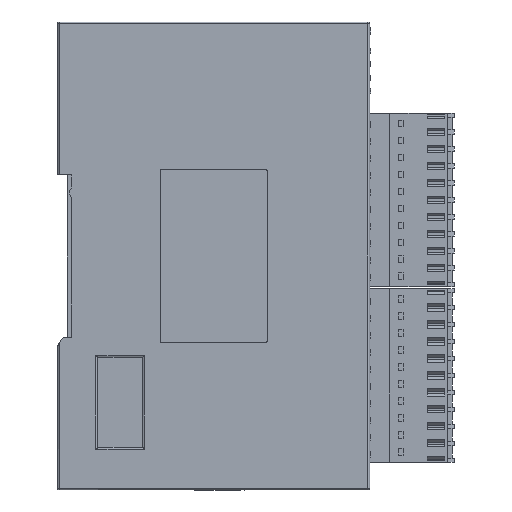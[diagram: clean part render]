
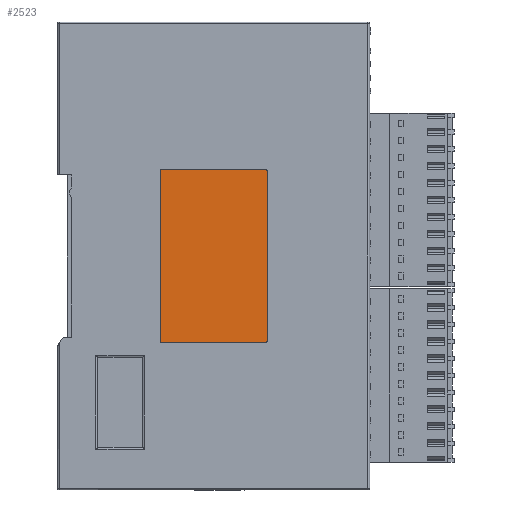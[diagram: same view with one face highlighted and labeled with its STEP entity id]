
A CAD part, left-side view. The second image highlights one B-rep face of the part: STEP entity #2523.
In plain terms, the highlighted planar face has unit normal (-1, 0, 0).
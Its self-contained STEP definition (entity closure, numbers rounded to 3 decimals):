
#2523=ADVANCED_FACE('',(#5719),#51256,.T.);
#5719=FACE_OUTER_BOUND('',#9060,.T.);
#9060=EDGE_LOOP('',(#18228,#18229,#18230,#18231,#18232,#18233,#18234,#18235));
#18228=ORIENTED_EDGE('',*,*,#30509,.T.);
#18229=ORIENTED_EDGE('',*,*,#30497,.F.);
#18230=ORIENTED_EDGE('',*,*,#30487,.T.);
#18231=ORIENTED_EDGE('',*,*,#30491,.F.);
#18232=ORIENTED_EDGE('',*,*,#30494,.T.);
#18233=ORIENTED_EDGE('',*,*,#30500,.F.);
#18234=ORIENTED_EDGE('',*,*,#30503,.T.);
#18235=ORIENTED_EDGE('',*,*,#30506,.F.);
#30487=EDGE_CURVE('',#46252,#46253,#36208,.T.);
#30491=EDGE_CURVE('',#46256,#46253,#38924,.T.);
#30494=EDGE_CURVE('',#46256,#46258,#36210,.T.);
#30497=EDGE_CURVE('',#46252,#46260,#38928,.T.);
#30500=EDGE_CURVE('',#46262,#46258,#38931,.T.);
#30503=EDGE_CURVE('',#46262,#46264,#36212,.T.);
#30506=EDGE_CURVE('',#46266,#46264,#38935,.T.);
#30509=EDGE_CURVE('',#46266,#46260,#36214,.T.);
#36208=(
BOUNDED_CURVE()
B_SPLINE_CURVE(2,(#68492,#68493,#68494),.UNSPECIFIED.,.F.,.F.)
B_SPLINE_CURVE_WITH_KNOTS((3,3),(-0.785,0.),.UNSPECIFIED.)
CURVE()
GEOMETRIC_REPRESENTATION_ITEM()
RATIONAL_B_SPLINE_CURVE((1.,0.707,1.))
REPRESENTATION_ITEM('')
);
#36210=(
BOUNDED_CURVE()
B_SPLINE_CURVE(2,(#68508,#68509,#68510),.UNSPECIFIED.,.F.,.F.)
B_SPLINE_CURVE_WITH_KNOTS((3,3),(-0.785,0.),.UNSPECIFIED.)
CURVE()
GEOMETRIC_REPRESENTATION_ITEM()
RATIONAL_B_SPLINE_CURVE((1.,0.707,1.))
REPRESENTATION_ITEM('')
);
#36212=(
BOUNDED_CURVE()
B_SPLINE_CURVE(2,(#68528,#68529,#68530),.UNSPECIFIED.,.F.,.F.)
B_SPLINE_CURVE_WITH_KNOTS((3,3),(-0.785,0.),.UNSPECIFIED.)
CURVE()
GEOMETRIC_REPRESENTATION_ITEM()
RATIONAL_B_SPLINE_CURVE((1.,0.707,1.))
REPRESENTATION_ITEM('')
);
#36214=(
BOUNDED_CURVE()
B_SPLINE_CURVE(2,(#68542,#68543,#68544),.UNSPECIFIED.,.F.,.F.)
B_SPLINE_CURVE_WITH_KNOTS((3,3),(-0.785,0.),.UNSPECIFIED.)
CURVE()
GEOMETRIC_REPRESENTATION_ITEM()
RATIONAL_B_SPLINE_CURVE((1.,0.707,1.))
REPRESENTATION_ITEM('')
);
#38924=B_SPLINE_CURVE_WITH_KNOTS('',1,(#68502,#68503),.UNSPECIFIED.,.F.,
 .F.,(2,2),(0.,23.),.UNSPECIFIED.);
#38928=B_SPLINE_CURVE_WITH_KNOTS('',1,(#68516,#68517),.UNSPECIFIED.,.F.,
 .F.,(2,2),(0.,38.),.UNSPECIFIED.);
#38931=B_SPLINE_CURVE_WITH_KNOTS('',1,(#68522,#68523),.UNSPECIFIED.,.F.,
 .F.,(2,2),(0.,38.),.UNSPECIFIED.);
#38935=B_SPLINE_CURVE_WITH_KNOTS('',1,(#68536,#68537),.UNSPECIFIED.,.F.,
 .F.,(2,2),(0.,23.),.UNSPECIFIED.);
#46252=VERTEX_POINT('',#61572);
#46253=VERTEX_POINT('',#61573);
#46256=VERTEX_POINT('',#61576);
#46258=VERTEX_POINT('',#61578);
#46260=VERTEX_POINT('',#61580);
#46262=VERTEX_POINT('',#61582);
#46264=VERTEX_POINT('',#61584);
#46266=VERTEX_POINT('',#61586);
#51256=PLANE('',#53806);
#53806=AXIS2_PLACEMENT_3D('',#59556,#56271,$);
#56271=DIRECTION('',(-1.,0.,0.));
#59556=CARTESIAN_POINT('',(-345.703,-100.889,260.107));
#61572=CARTESIAN_POINT('',(-345.703,-97.88,255.098));
#61573=CARTESIAN_POINT('',(-345.703,-97.38,255.598));
#61576=CARTESIAN_POINT('',(-345.703,-74.38,255.598));
#61578=CARTESIAN_POINT('',(-345.703,-73.88,255.098));
#61580=CARTESIAN_POINT('',(-345.703,-97.88,217.098));
#61582=CARTESIAN_POINT('',(-345.703,-73.88,217.098));
#61584=CARTESIAN_POINT('',(-345.703,-74.38,216.598));
#61586=CARTESIAN_POINT('',(-345.703,-97.38,216.598));
#68492=CARTESIAN_POINT('',(-345.703,-97.88,255.098));
#68493=CARTESIAN_POINT('',(-345.703,-97.88,255.598));
#68494=CARTESIAN_POINT('',(-345.703,-97.38,255.598));
#68502=CARTESIAN_POINT('',(-345.703,-74.38,255.598));
#68503=CARTESIAN_POINT('',(-345.703,-97.38,255.598));
#68508=CARTESIAN_POINT('',(-345.703,-74.38,255.598));
#68509=CARTESIAN_POINT('',(-345.703,-73.88,255.598));
#68510=CARTESIAN_POINT('',(-345.703,-73.88,255.098));
#68516=CARTESIAN_POINT('',(-345.703,-97.88,255.098));
#68517=CARTESIAN_POINT('',(-345.703,-97.88,217.098));
#68522=CARTESIAN_POINT('',(-345.703,-73.88,217.098));
#68523=CARTESIAN_POINT('',(-345.703,-73.88,255.098));
#68528=CARTESIAN_POINT('',(-345.703,-73.88,217.098));
#68529=CARTESIAN_POINT('',(-345.703,-73.88,216.598));
#68530=CARTESIAN_POINT('',(-345.703,-74.38,216.598));
#68536=CARTESIAN_POINT('',(-345.703,-97.38,216.598));
#68537=CARTESIAN_POINT('',(-345.703,-74.38,216.598));
#68542=CARTESIAN_POINT('',(-345.703,-97.38,216.598));
#68543=CARTESIAN_POINT('',(-345.703,-97.88,216.598));
#68544=CARTESIAN_POINT('',(-345.703,-97.88,217.098));
